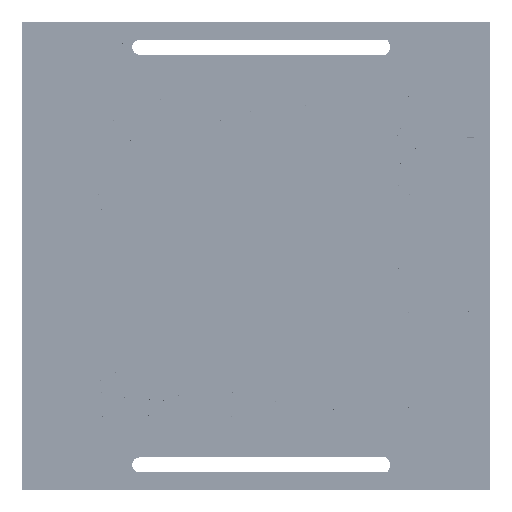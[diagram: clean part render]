
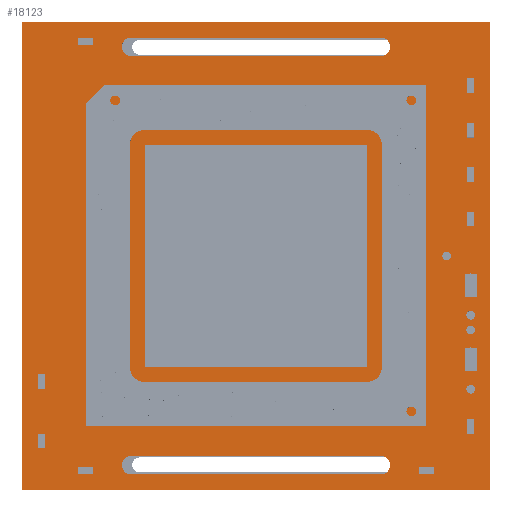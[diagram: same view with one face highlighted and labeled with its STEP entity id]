
A CAD part, top view. The second image highlights one B-rep face of the part: STEP entity #18123.
In plain terms, the highlighted planar face has unit normal (0, 0, 1).
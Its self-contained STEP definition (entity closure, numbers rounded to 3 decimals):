
#17447=CARTESIAN_POINT('',(28.969,15.8,1.575));
#17448=VERTEX_POINT('',#17447);
#17464=CARTESIAN_POINT('',(28.38,15.8,1.575));
#17465=VERTEX_POINT('',#17464);
#17472=CARTESIAN_POINT('',(28.675,15.8,1.575));
#17473=DIRECTION('',(0.0,0.0,-1.0));
#17474=DIRECTION('',(1.0,0.0,0.0));
#17475=AXIS2_PLACEMENT_3D('',#17472,#17473,#17474);
#17476=CIRCLE('',#17475,0.295);
#17477=EDGE_CURVE('',#17448,#17465,#17476,.T.);
#17489=CARTESIAN_POINT('',(30.595,11.8,1.575));
#17490=VERTEX_POINT('',#17489);
#17506=CARTESIAN_POINT('',(30.005,11.8,1.575));
#17507=VERTEX_POINT('',#17506);
#17514=CARTESIAN_POINT('',(30.3,11.8,1.575));
#17515=DIRECTION('',(0.0,0.0,-1.0));
#17516=DIRECTION('',(1.0,0.0,0.0));
#17517=AXIS2_PLACEMENT_3D('',#17514,#17515,#17516);
#17518=CIRCLE('',#17517,0.295);
#17519=EDGE_CURVE('',#17490,#17507,#17518,.T.);
#17531=CARTESIAN_POINT('',(30.595,10.8,1.575));
#17532=VERTEX_POINT('',#17531);
#17548=CARTESIAN_POINT('',(30.005,10.8,1.575));
#17549=VERTEX_POINT('',#17548);
#17556=CARTESIAN_POINT('',(30.3,10.8,1.575));
#17557=DIRECTION('',(0.0,0.0,-1.0));
#17558=DIRECTION('',(1.0,0.0,0.0));
#17559=AXIS2_PLACEMENT_3D('',#17556,#17557,#17558);
#17560=CIRCLE('',#17559,0.295);
#17561=EDGE_CURVE('',#17532,#17549,#17560,.T.);
#17573=CARTESIAN_POINT('',(30.595,6.8,1.575));
#17574=VERTEX_POINT('',#17573);
#17590=CARTESIAN_POINT('',(30.005,6.8,1.575));
#17591=VERTEX_POINT('',#17590);
#17598=CARTESIAN_POINT('',(30.3,6.8,1.575));
#17599=DIRECTION('',(0.0,0.0,-1.0));
#17600=DIRECTION('',(1.0,0.0,0.0));
#17601=AXIS2_PLACEMENT_3D('',#17598,#17599,#17600);
#17602=CIRCLE('',#17601,0.295);
#17603=EDGE_CURVE('',#17574,#17591,#17602,.T.);
#17614=CARTESIAN_POINT('',(30.3,6.8,1.575));
#17615=DIRECTION('',(0.0,0.0,-1.0));
#17616=DIRECTION('',(1.0,0.0,0.0));
#17617=AXIS2_PLACEMENT_3D('',#17614,#17615,#17616);
#17618=CIRCLE('',#17617,0.295);
#17619=EDGE_CURVE('',#17591,#17574,#17618,.T.);
#17638=CARTESIAN_POINT('',(30.3,10.8,1.575));
#17639=DIRECTION('',(0.0,0.0,-1.0));
#17640=DIRECTION('',(1.0,0.0,0.0));
#17641=AXIS2_PLACEMENT_3D('',#17638,#17639,#17640);
#17642=CIRCLE('',#17641,0.295);
#17643=EDGE_CURVE('',#17549,#17532,#17642,.T.);
#17662=CARTESIAN_POINT('',(30.3,11.8,1.575));
#17663=DIRECTION('',(0.0,0.0,-1.0));
#17664=DIRECTION('',(1.0,0.0,0.0));
#17665=AXIS2_PLACEMENT_3D('',#17662,#17663,#17664);
#17666=CIRCLE('',#17665,0.295);
#17667=EDGE_CURVE('',#17507,#17490,#17666,.T.);
#17686=CARTESIAN_POINT('',(28.675,15.8,1.575));
#17687=DIRECTION('',(0.0,0.0,-1.0));
#17688=DIRECTION('',(1.0,0.0,0.0));
#17689=AXIS2_PLACEMENT_3D('',#17686,#17687,#17688);
#17690=CIRCLE('',#17689,0.295);
#17691=EDGE_CURVE('',#17465,#17448,#17690,.T.);
#17709=CARTESIAN_POINT('',(7.3,1.05,1.575));
#17710=VERTEX_POINT('',#17709);
#17711=CARTESIAN_POINT('',(7.3,2.3,1.575));
#17712=VERTEX_POINT('',#17711);
#17713=CARTESIAN_POINT('',(7.37,1.675,1.575));
#17714=DIRECTION('',(0.0,0.0,-1.0));
#17715=DIRECTION('',(-1.0,0.0,0.0));
#17716=AXIS2_PLACEMENT_3D('',#17713,#17714,#17715);
#17717=CIRCLE('',#17716,0.629);
#17718=EDGE_CURVE('',#17710,#17712,#17717,.T.);
#17751=CARTESIAN_POINT('',(24.3,2.3,1.575));
#17752=VERTEX_POINT('',#17751);
#17753=CARTESIAN_POINT('',(7.3,2.3,1.575));
#17754=DIRECTION('',(1.0,0.0,0.0));
#17755=VECTOR('',#17754,17.);
#17756=LINE('',#17753,#17755);
#17757=EDGE_CURVE('',#17712,#17752,#17756,.T.);
#17782=CARTESIAN_POINT('',(24.3,1.05,1.575));
#17783=VERTEX_POINT('',#17782);
#17784=CARTESIAN_POINT('',(24.23,1.675,1.575));
#17785=DIRECTION('',(0.0,0.0,-1.0));
#17786=DIRECTION('',(1.0,0.0,0.0));
#17787=AXIS2_PLACEMENT_3D('',#17784,#17785,#17786);
#17788=CIRCLE('',#17787,0.629);
#17789=EDGE_CURVE('',#17752,#17783,#17788,.T.);
#17815=CARTESIAN_POINT('',(24.3,1.05,1.575));
#17816=DIRECTION('',(-1.0,0.0,0.0));
#17817=VECTOR('',#17816,17.);
#17818=LINE('',#17815,#17817);
#17819=EDGE_CURVE('',#17783,#17710,#17818,.T.);
#17837=CARTESIAN_POINT('',(7.3,29.3,1.575));
#17838=VERTEX_POINT('',#17837);
#17839=CARTESIAN_POINT('',(7.3,30.55,1.575));
#17840=VERTEX_POINT('',#17839);
#17841=CARTESIAN_POINT('',(7.37,29.925,1.575));
#17842=DIRECTION('',(0.0,0.0,-1.0));
#17843=DIRECTION('',(-1.0,0.0,0.0));
#17844=AXIS2_PLACEMENT_3D('',#17841,#17842,#17843);
#17845=CIRCLE('',#17844,0.629);
#17846=EDGE_CURVE('',#17838,#17840,#17845,.T.);
#17879=CARTESIAN_POINT('',(24.3,30.55,1.575));
#17880=VERTEX_POINT('',#17879);
#17881=CARTESIAN_POINT('',(7.3,30.55,1.575));
#17882=DIRECTION('',(1.0,0.0,0.0));
#17883=VECTOR('',#17882,17.);
#17884=LINE('',#17881,#17883);
#17885=EDGE_CURVE('',#17840,#17880,#17884,.T.);
#17910=CARTESIAN_POINT('',(24.3,29.3,1.575));
#17911=VERTEX_POINT('',#17910);
#17912=CARTESIAN_POINT('',(24.23,29.925,1.575));
#17913=DIRECTION('',(0.0,0.0,-1.0));
#17914=DIRECTION('',(1.0,0.0,0.0));
#17915=AXIS2_PLACEMENT_3D('',#17912,#17913,#17914);
#17916=CIRCLE('',#17915,0.629);
#17917=EDGE_CURVE('',#17880,#17911,#17916,.T.);
#17943=CARTESIAN_POINT('',(24.3,29.3,1.575));
#17944=DIRECTION('',(-1.0,0.0,0.0));
#17945=VECTOR('',#17944,17.);
#17946=LINE('',#17943,#17945);
#17947=EDGE_CURVE('',#17911,#17838,#17946,.T.);
#17965=CARTESIAN_POINT('',(31.6,31.6,1.575));
#17966=VERTEX_POINT('',#17965);
#17967=CARTESIAN_POINT('',(31.6,0.,1.575));
#17968=VERTEX_POINT('',#17967);
#17969=CARTESIAN_POINT('',(31.6,31.6,1.575));
#17970=DIRECTION('',(0.0,-1.0,0.0));
#17971=VECTOR('',#17970,31.6);
#17972=LINE('',#17969,#17971);
#17973=EDGE_CURVE('',#17966,#17968,#17972,.T.);
#18005=CARTESIAN_POINT('',(0.,0.,1.575));
#18006=VERTEX_POINT('',#18005);
#18007=CARTESIAN_POINT('',(31.6,0.,1.575));
#18008=DIRECTION('',(-1.0,0.0,0.0));
#18009=VECTOR('',#18008,31.6);
#18010=LINE('',#18007,#18009);
#18011=EDGE_CURVE('',#17968,#18006,#18010,.T.);
#18036=CARTESIAN_POINT('',(0.,31.6,1.575));
#18037=VERTEX_POINT('',#18036);
#18038=CARTESIAN_POINT('',(0.,0.,1.575));
#18039=DIRECTION('',(0.0,1.0,0.0));
#18040=VECTOR('',#18039,31.6);
#18041=LINE('',#18038,#18040);
#18042=EDGE_CURVE('',#18006,#18037,#18041,.T.);
#18067=CARTESIAN_POINT('',(0.,31.6,1.575));
#18068=DIRECTION('',(1.0,0.0,0.0));
#18069=VECTOR('',#18068,31.6);
#18070=LINE('',#18067,#18069);
#18071=EDGE_CURVE('',#18037,#17966,#18070,.T.);
#18084=CARTESIAN_POINT('',(15.8,15.8,1.575));
#18085=DIRECTION('',(0.0,0.0,1.0));
#18086=DIRECTION('',(1.0,0.0,0.0));
#18087=AXIS2_PLACEMENT_3D('',#18084,#18085,#18086);
#18088=PLANE('',#18087);
#18089=ORIENTED_EDGE('',*,*,#17973,.F.);
#18090=ORIENTED_EDGE('',*,*,#18071,.F.);
#18091=ORIENTED_EDGE('',*,*,#18042,.F.);
#18092=ORIENTED_EDGE('',*,*,#18011,.F.);
#18093=EDGE_LOOP('',(#18089,#18090,#18091,#18092));
#18094=FACE_OUTER_BOUND('',#18093,.T.);
#18095=ORIENTED_EDGE('',*,*,#17603,.T.);
#18096=ORIENTED_EDGE('',*,*,#17619,.T.);
#18097=EDGE_LOOP('',(#18095,#18096));
#18098=FACE_BOUND('',#18097,.T.);
#18099=ORIENTED_EDGE('',*,*,#17561,.T.);
#18100=ORIENTED_EDGE('',*,*,#17643,.T.);
#18101=EDGE_LOOP('',(#18099,#18100));
#18102=FACE_BOUND('',#18101,.T.);
#18103=ORIENTED_EDGE('',*,*,#17519,.T.);
#18104=ORIENTED_EDGE('',*,*,#17667,.T.);
#18105=EDGE_LOOP('',(#18103,#18104));
#18106=FACE_BOUND('',#18105,.T.);
#18107=ORIENTED_EDGE('',*,*,#17477,.T.);
#18108=ORIENTED_EDGE('',*,*,#17691,.T.);
#18109=EDGE_LOOP('',(#18107,#18108));
#18110=FACE_BOUND('',#18109,.T.);
#18111=ORIENTED_EDGE('',*,*,#17718,.T.);
#18112=ORIENTED_EDGE('',*,*,#17757,.T.);
#18113=ORIENTED_EDGE('',*,*,#17789,.T.);
#18114=ORIENTED_EDGE('',*,*,#17819,.T.);
#18115=EDGE_LOOP('',(#18111,#18112,#18113,#18114));
#18116=FACE_BOUND('',#18115,.T.);
#18117=ORIENTED_EDGE('',*,*,#17846,.T.);
#18118=ORIENTED_EDGE('',*,*,#17885,.T.);
#18119=ORIENTED_EDGE('',*,*,#17917,.T.);
#18120=ORIENTED_EDGE('',*,*,#17947,.T.);
#18121=EDGE_LOOP('',(#18117,#18118,#18119,#18120));
#18122=FACE_BOUND('',#18121,.T.);
#18123=ADVANCED_FACE('',(#18094,#18098,#18102,#18106,#18110,#18116,#18122),#18088,.T.);
